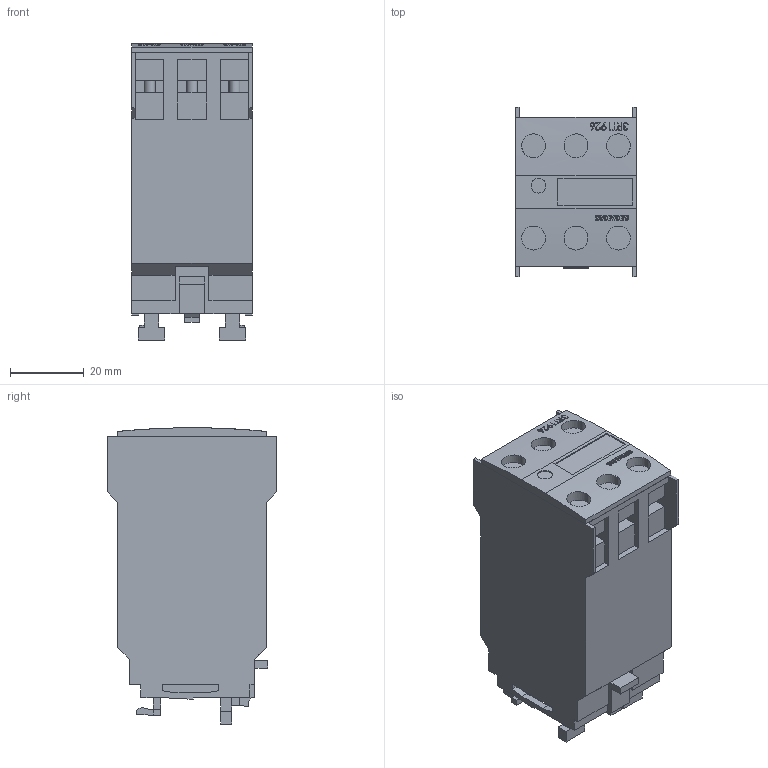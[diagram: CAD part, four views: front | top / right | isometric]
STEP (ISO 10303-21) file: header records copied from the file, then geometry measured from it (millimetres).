
FILE_DESCRIPTION (( 'STEP AP214' ), '1' );
FILE_NAME ('z_5070250_01_000_elektr_Hilfsschalter.STEP', '2007-08-09T10:40:24', ( 'CAT' ), ( 'Siemens AG' ), 'SwSTEP 2.0', 'SolidWorks 2007', '' );
FILE_SCHEMA (( 'AUTOMOTIVE_DESIGN' ));
Length unit declared in the file: millimetre
Products named in the file (1): z_5070250_01_000_elektr_Hilfsschalter
Bounding box: 32.8 x 46 x 80.35 mm (x, y, z)
Volume: 88928.6 mm3; surface area: 17171.7 mm2
Topology: 1 solids, 1 shells, 397 faces, 1091 edges, 726 vertices
Faces by surface type: plane 299, bspline 67, cylinder 31
Entity records: 18072 total; most frequent: CARTESIAN_POINT 6000, ORIENTED_EDGE 2182, DIRECTION 1666, EDGE_CURVE 1091, LINE 842, VECTOR 842, VERTEX_POINT 726, EDGE_LOOP 443
